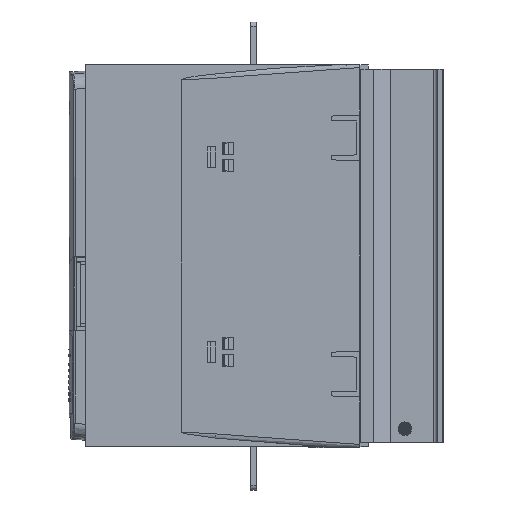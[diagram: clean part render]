
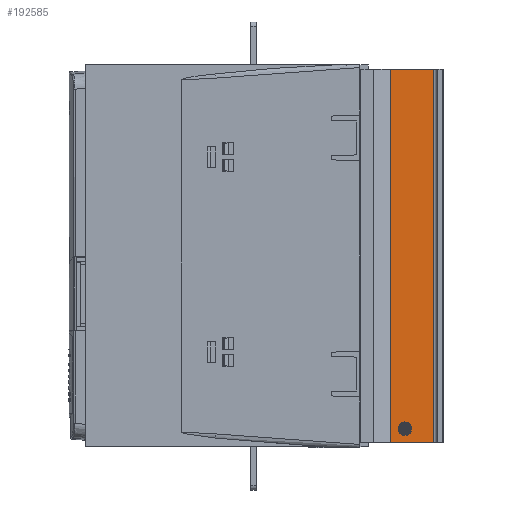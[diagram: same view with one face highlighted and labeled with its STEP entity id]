
A CAD part, left-side view. The second image highlights one B-rep face of the part: STEP entity #192585.
In plain terms, the highlighted planar face has unit normal (-1, 0, 0).
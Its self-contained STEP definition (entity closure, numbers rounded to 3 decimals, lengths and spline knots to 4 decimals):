
#1143 = CARTESIAN_POINT ( 'NONE',  ( 0.2422, 4.4633, 2.1459 ) ) ;
#5086 = VECTOR ( 'NONE', #99191, 39.3701 ) ;
#12421 = DIRECTION ( 'NONE',  ( 0., 0., -1. ) ) ;
#19728 = CARTESIAN_POINT ( 'NONE',  ( 0.2422, 4.4633, 10.8073 ) ) ;
#22837 = CARTESIAN_POINT ( 'NONE',  ( 0.2422, 3.4593, 10.8073 ) ) ;
#41264 = AXIS2_PLACEMENT_3D ( 'NONE', #78764, #160157, #61532 ) ;
#46259 = CIRCLE ( 'NONE', #41264, 0.1575 ) ;
#53667 = CARTESIAN_POINT ( 'NONE',  ( 0.2422, 4.4633, 10.8073 ) ) ;
#55793 = DIRECTION ( 'NONE',  ( 0., 0., 1. ) ) ;
#56138 = LINE ( 'NONE', #87481, #142004 ) ;
#56827 = FACE_BOUND ( 'NONE', #78314, .T. ) ;
#57765 = LINE ( 'NONE', #19728, #88600 ) ;
#59181 = ORIENTED_EDGE ( 'NONE', *, *, #166142, .T. ) ;
#60351 = CARTESIAN_POINT ( 'NONE',  ( 0.2422, 4.1286, 2.4608 ) ) ;
#61532 = DIRECTION ( 'NONE',  ( 0., 0., 1. ) ) ;
#62200 = AXIS2_PLACEMENT_3D ( 'NONE', #60351, #196730, #181265 ) ;
#65126 = ORIENTED_EDGE ( 'NONE', *, *, #125623, .F. ) ;
#66986 = EDGE_LOOP ( 'NONE', ( #147507, #107795, #65126, #59181 ) ) ;
#78314 = EDGE_LOOP ( 'NONE', ( #178651, #245938 ) ) ;
#78764 = CARTESIAN_POINT ( 'NONE',  ( 0.2422, 4.1286, 2.4608 ) ) ;
#80503 = VERTEX_POINT ( 'NONE', #202823 ) ;
#87481 = CARTESIAN_POINT ( 'NONE',  ( 0.2422, 5.5262, 10.8073 ) ) ;
#88600 = VECTOR ( 'NONE', #55793, 39.3701 ) ;
#98469 = EDGE_CURVE ( 'NONE', #131603, #108761, #46259, .T. ) ;
#99191 = DIRECTION ( 'NONE',  ( 0., 0., 1. ) ) ;
#107506 = CARTESIAN_POINT ( 'NONE',  ( 0.2422, 4.4633, 2.1459 ) ) ;
#107795 = ORIENTED_EDGE ( 'NONE', *, *, #113555, .F. ) ;
#108761 = VERTEX_POINT ( 'NONE', #219043 ) ;
#111986 = FACE_OUTER_BOUND ( 'NONE', #66986, .T. ) ;
#112623 = VECTOR ( 'NONE', #244761, 39.3701 ) ;
#113555 = EDGE_CURVE ( 'NONE', #168737, #80503, #56138, .T. ) ;
#124049 = CIRCLE ( 'NONE', #62200, 0.1575 ) ;
#125623 = EDGE_CURVE ( 'NONE', #252216, #168737, #57765, .T. ) ;
#126915 = DIRECTION ( 'NONE',  ( 0., -1., 0. ) ) ;
#129071 = PLANE ( 'NONE',  #191426 ) ;
#131172 = EDGE_CURVE ( 'NONE', #108761, #131603, #124049, .T. ) ;
#131603 = VERTEX_POINT ( 'NONE', #199073 ) ;
#141624 = CARTESIAN_POINT ( 'NONE',  ( 0.2422, 3.4593, 2.1459 ) ) ;
#142004 = VECTOR ( 'NONE', #126915, 39.3701 ) ;
#147507 = ORIENTED_EDGE ( 'NONE', *, *, #161119, .T. ) ;
#160157 = DIRECTION ( 'NONE',  ( -1., 0., 0. ) ) ;
#161119 = EDGE_CURVE ( 'NONE', #212813, #80503, #253662, .T. ) ;
#166142 = EDGE_CURVE ( 'NONE', #252216, #212813, #244869, .T. ) ;
#168737 = VERTEX_POINT ( 'NONE', #53667 ) ;
#178651 = ORIENTED_EDGE ( 'NONE', *, *, #98469, .F. ) ;
#181265 = DIRECTION ( 'NONE',  ( 0., 0., 1. ) ) ;
#191426 = AXIS2_PLACEMENT_3D ( 'NONE', #207170, #249122, #12421 ) ;
#192585 = ADVANCED_FACE ( 'NONE', ( #111986, #56827 ), #129071, .F. ) ;
#196730 = DIRECTION ( 'NONE',  ( -1., 0., 0. ) ) ;
#199073 = CARTESIAN_POINT ( 'NONE',  ( 0.2422, 4.1286, 2.6183 ) ) ;
#202823 = CARTESIAN_POINT ( 'NONE',  ( 0.2422, 3.4593, 10.8073 ) ) ;
#207170 = CARTESIAN_POINT ( 'NONE',  ( 0.2422, 4.4633, 10.8073 ) ) ;
#212813 = VERTEX_POINT ( 'NONE', #141624 ) ;
#219043 = CARTESIAN_POINT ( 'NONE',  ( 0.2422, 4.1286, 2.3033 ) ) ;
#244761 = DIRECTION ( 'NONE',  ( 0., -1., 0. ) ) ;
#244869 = LINE ( 'NONE', #107506, #112623 ) ;
#245938 = ORIENTED_EDGE ( 'NONE', *, *, #131172, .F. ) ;
#249122 = DIRECTION ( 'NONE',  ( 1., 0., 0. ) ) ;
#252216 = VERTEX_POINT ( 'NONE', #1143 ) ;
#253662 = LINE ( 'NONE', #22837, #5086 ) ;
